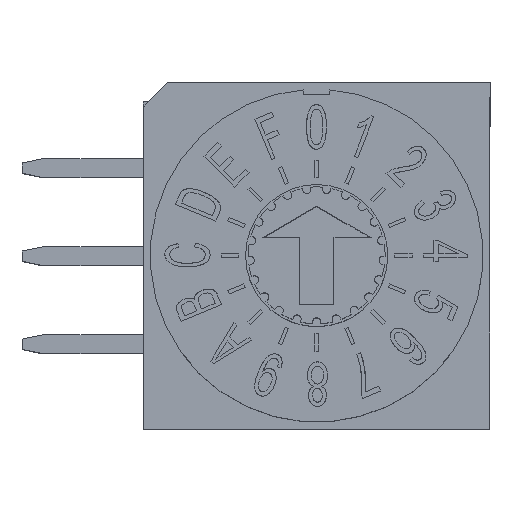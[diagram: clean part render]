
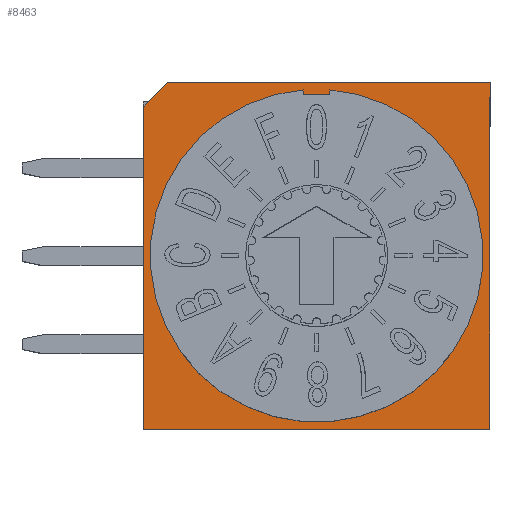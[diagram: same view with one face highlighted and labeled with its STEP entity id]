
A CAD part, top view. The second image highlights one B-rep face of the part: STEP entity #8463.
In plain terms, the highlighted planar face has unit normal (0, 0, 1).
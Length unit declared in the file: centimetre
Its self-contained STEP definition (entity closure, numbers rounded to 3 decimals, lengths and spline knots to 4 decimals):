
#350=FACE_BOUND('',#1299,.T.);
#453=PLANE('',#9043);
#818=FACE_OUTER_BOUND('',#1298,.T.);
#1298=EDGE_LOOP('',(#6361,#6362,#6363,#6364,#6365));
#1299=EDGE_LOOP('',(#6366,#6367,#6368,#6369));
#1922=LINE('',#11743,#2868);
#1924=LINE('',#11747,#2870);
#1925=LINE('',#11749,#2871);
#1926=LINE('',#11751,#2872);
#1927=LINE('',#11752,#2873);
#1928=LINE('',#11755,#2874);
#1929=LINE('',#11759,#2875);
#1930=LINE('',#11760,#2876);
#2868=VECTOR('',#9876,1.);
#2870=VECTOR('',#9880,1.);
#2871=VECTOR('',#9881,1.);
#2872=VECTOR('',#9882,1.);
#2873=VECTOR('',#9883,1.);
#2874=VECTOR('',#9884,1.);
#2875=VECTOR('',#9887,1.);
#2876=VECTOR('',#9888,1.);
#3708=CIRCLE('',#9044,0.48);
#3898=VERTEX_POINT('',#11740);
#3899=VERTEX_POINT('',#11742);
#3900=VERTEX_POINT('',#11746);
#3901=VERTEX_POINT('',#11748);
#3902=VERTEX_POINT('',#11750);
#3903=VERTEX_POINT('',#11753);
#3904=VERTEX_POINT('',#11754);
#3905=VERTEX_POINT('',#11756);
#3906=VERTEX_POINT('',#11758);
#4826=EDGE_CURVE('',#3899,#3898,#1922,.T.);
#4828=EDGE_CURVE('',#3900,#3898,#1924,.T.);
#4829=EDGE_CURVE('',#3901,#3900,#1925,.T.);
#4830=EDGE_CURVE('',#3902,#3901,#1926,.T.);
#4831=EDGE_CURVE('',#3899,#3902,#1927,.T.);
#4832=EDGE_CURVE('',#3903,#3904,#1928,.T.);
#4833=EDGE_CURVE('',#3904,#3905,#3708,.T.);
#4834=EDGE_CURVE('',#3905,#3906,#1929,.T.);
#4835=EDGE_CURVE('',#3906,#3903,#1930,.T.);
#6361=ORIENTED_EDGE('',*,*,#4826,.T.);
#6362=ORIENTED_EDGE('',*,*,#4828,.F.);
#6363=ORIENTED_EDGE('',*,*,#4829,.F.);
#6364=ORIENTED_EDGE('',*,*,#4830,.F.);
#6365=ORIENTED_EDGE('',*,*,#4831,.F.);
#6366=ORIENTED_EDGE('',*,*,#4832,.T.);
#6367=ORIENTED_EDGE('',*,*,#4833,.T.);
#6368=ORIENTED_EDGE('',*,*,#4834,.T.);
#6369=ORIENTED_EDGE('',*,*,#4835,.T.);
#8463=ADVANCED_FACE('',(#818,#350),#453,.T.);
#9043=AXIS2_PLACEMENT_3D('',#11745,#9878,#9879);
#9044=AXIS2_PLACEMENT_3D('',#11757,#9885,#9886);
#9876=DIRECTION('',(-0.707,-0.707,0.));
#9878=DIRECTION('center_axis',(0.,0.,
1.));
#9879=DIRECTION('ref_axis',(1.,0.,0.));
#9880=DIRECTION('',(0.,1.,0.));
#9881=DIRECTION('',(-1.,0.,0.));
#9882=DIRECTION('',(0.,-1.,0.));
#9883=DIRECTION('',(1.,0.,0.));
#9884=DIRECTION('',(0.,1.,0.));
#9885=DIRECTION('center_axis',(0.,0.,
-1.));
#9886=DIRECTION('ref_axis',(0.079,-0.997,0.));
#9887=DIRECTION('',(0.,-1.,0.));
#9888=DIRECTION('',(1.,0.,0.));
#11740=CARTESIAN_POINT('',(-0.5,0.4293,0.2325));
#11742=CARTESIAN_POINT('',(-0.4293,0.5,0.2325));
#11743=CARTESIAN_POINT('',(-0.4823,0.447,0.2325));
#11745=CARTESIAN_POINT('Origin',(0.,0.,
0.2325));
#11746=CARTESIAN_POINT('',(-0.5,-0.5,0.2325));
#11747=CARTESIAN_POINT('',(-0.5,0.5,0.2325));
#11748=CARTESIAN_POINT('',(0.5,-0.5,0.2325));
#11749=CARTESIAN_POINT('',(-0.5,-0.5,0.2325));
#11750=CARTESIAN_POINT('',(0.5,0.5,0.2325));
#11751=CARTESIAN_POINT('',(0.5,-0.5,0.2325));
#11752=CARTESIAN_POINT('',(0.5,0.5,0.2325));
#11753=CARTESIAN_POINT('',(0.038,0.4644,0.2325));
#11754=CARTESIAN_POINT('',(0.038,0.4785,0.2325));
#11755=CARTESIAN_POINT('',(0.038,0.2322,0.2325));
#11756=CARTESIAN_POINT('',(-0.038,0.4785,0.2325));
#11757=CARTESIAN_POINT('Origin',(0.,0.,
0.2325));
#11758=CARTESIAN_POINT('',(-0.038,0.4644,0.2325));
#11759=CARTESIAN_POINT('',(-0.038,0.2392,0.2325));
#11760=CARTESIAN_POINT('',(-0.019,0.4644,0.2325));
